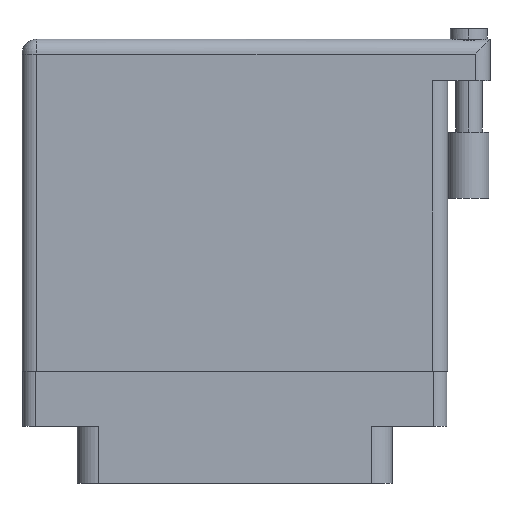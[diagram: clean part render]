
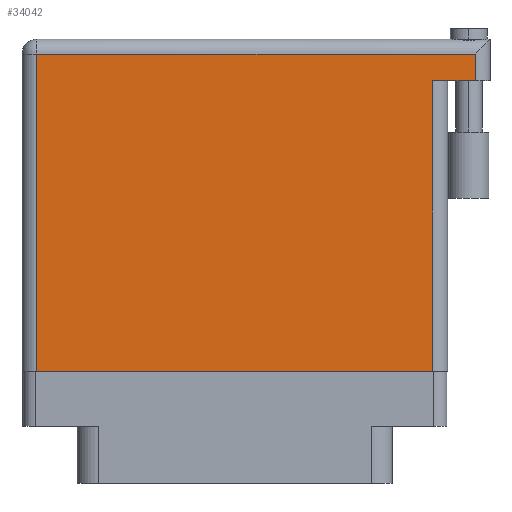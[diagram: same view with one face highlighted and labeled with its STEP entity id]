
A CAD part, front view. The second image highlights one B-rep face of the part: STEP entity #34042.
In plain terms, the highlighted face is planar.
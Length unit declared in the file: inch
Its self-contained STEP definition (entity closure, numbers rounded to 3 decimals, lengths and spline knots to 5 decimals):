
#294 = VERTEX_POINT ( 'NONE', #26178 ) ;
#962 = VERTEX_POINT ( 'NONE', #22173 ) ;
#1697 = LINE ( 'NONE', #10527, #17078 ) ;
#2826 = ORIENTED_EDGE ( 'NONE', *, *, #34284, .T. ) ;
#3889 = EDGE_CURVE ( 'NONE', #27206, #962, #17324, .T. ) ;
#4335 = CARTESIAN_POINT ( 'NONE',  ( 2.138, 1.496, 0. ) ) ;
#5093 = VECTOR ( 'NONE', #34873, 39.37008 ) ;
#5502 = VERTEX_POINT ( 'NONE', #22443 ) ;
#5922 = CARTESIAN_POINT ( 'NONE',  ( 0.07, 0., 0. ) ) ;
#5990 = CARTESIAN_POINT ( 'NONE',  ( 2.138, 1.566, 0. ) ) ;
#6580 = EDGE_CURVE ( 'NONE', #294, #25520, #38313, .T. ) ;
#7583 = VECTOR ( 'NONE', #36025, 39.37008 ) ;
#8512 = DIRECTION ( 'NONE',  ( -1., 0., 0. ) ) ;
#8683 = ORIENTED_EDGE ( 'NONE', *, *, #34216, .T. ) ;
#9304 = CARTESIAN_POINT ( 'NONE',  ( 1.938, 1.369, 0. ) ) ;
#9412 = VECTOR ( 'NONE', #38500, 39.37008 ) ;
#9674 = FACE_OUTER_BOUND ( 'NONE', #16479, .T. ) ;
#10527 = CARTESIAN_POINT ( 'NONE',  ( 2.208, 1.369, 0. ) ) ;
#13198 = DIRECTION ( 'NONE',  ( -1., 0., 0. ) ) ;
#14668 = CARTESIAN_POINT ( 'NONE',  ( 0., 0., 0. ) ) ;
#14991 = DIRECTION ( 'NONE',  ( 0., 1., 0. ) ) ;
#15169 = VECTOR ( 'NONE', #8512, 39.37008 ) ;
#16479 = EDGE_LOOP ( 'NONE', ( #22231, #8683, #35153, #21736, #31005, #2826 ) ) ;
#17078 = VECTOR ( 'NONE', #37884, 39.37008 ) ;
#17293 = LINE ( 'NONE', #37823, #5093 ) ;
#17324 = LINE ( 'NONE', #35309, #15169 ) ;
#18847 = EDGE_CURVE ( 'NONE', #5502, #36521, #1697, .T. ) ;
#20821 = LINE ( 'NONE', #5922, #7583 ) ;
#21736 = ORIENTED_EDGE ( 'NONE', *, *, #37947, .T. ) ;
#21989 = PLANE ( 'NONE',  #30089 ) ;
#22173 = CARTESIAN_POINT ( 'NONE',  ( 0.07, 1.496, 0. ) ) ;
#22231 = ORIENTED_EDGE ( 'NONE', *, *, #6580, .T. ) ;
#22443 = CARTESIAN_POINT ( 'NONE',  ( 2.138, 1.369, 0. ) ) ;
#25520 = VERTEX_POINT ( 'NONE', #27462 ) ;
#26178 = CARTESIAN_POINT ( 'NONE',  ( 0.07, 0., 0. ) ) ;
#27206 = VERTEX_POINT ( 'NONE', #4335 ) ;
#27295 = LINE ( 'NONE', #5990, #38433 ) ;
#27462 = CARTESIAN_POINT ( 'NONE',  ( 1.938, 0., 0. ) ) ;
#28036 = DIRECTION ( 'NONE',  ( 0., 0., -1. ) ) ;
#30089 = AXIS2_PLACEMENT_3D ( 'NONE', #34296, #28036, #13198 ) ;
#31005 = ORIENTED_EDGE ( 'NONE', *, *, #3889, .T. ) ;
#34042 = ADVANCED_FACE ( 'NONE', ( #9674 ), #21989, .F. ) ;
#34216 = EDGE_CURVE ( 'NONE', #25520, #36521, #17293, .T. ) ;
#34284 = EDGE_CURVE ( 'NONE', #962, #294, #20821, .T. ) ;
#34296 = CARTESIAN_POINT ( 'NONE',  ( 0., 1.566, 0. ) ) ;
#34873 = DIRECTION ( 'NONE',  ( 0., 1., 0. ) ) ;
#35153 = ORIENTED_EDGE ( 'NONE', *, *, #18847, .F. ) ;
#35309 = CARTESIAN_POINT ( 'NONE',  ( 0., 1.496, 0. ) ) ;
#36025 = DIRECTION ( 'NONE',  ( 0., -1., 0. ) ) ;
#36521 = VERTEX_POINT ( 'NONE', #9304 ) ;
#37823 = CARTESIAN_POINT ( 'NONE',  ( 1.938, 1.369, 0. ) ) ;
#37884 = DIRECTION ( 'NONE',  ( -1., 0., 0. ) ) ;
#37947 = EDGE_CURVE ( 'NONE', #5502, #27206, #27295, .T. ) ;
#38313 = LINE ( 'NONE', #14668, #9412 ) ;
#38433 = VECTOR ( 'NONE', #14991, 39.37008 ) ;
#38500 = DIRECTION ( 'NONE',  ( 1., 0., 0. ) ) ;
